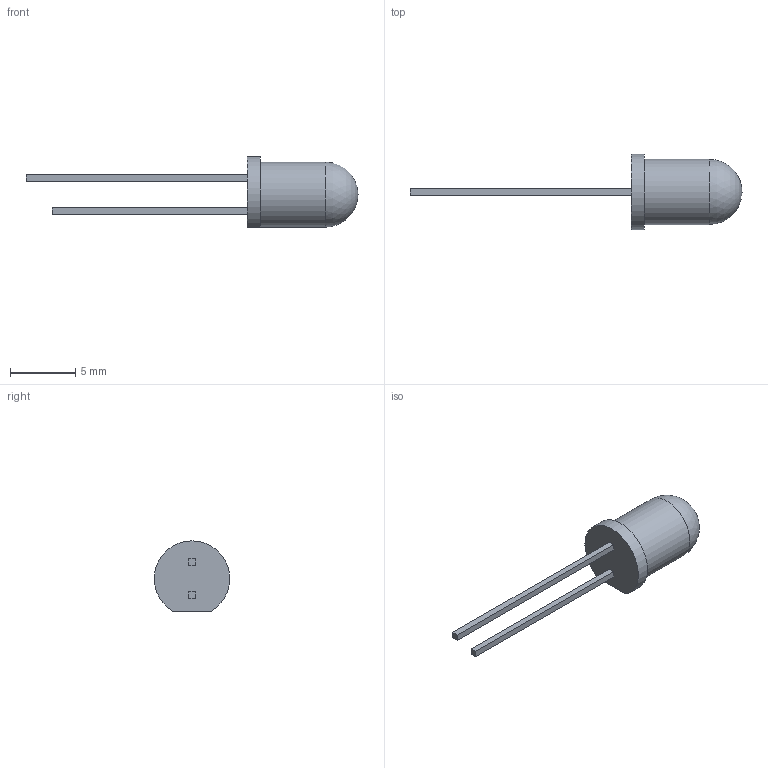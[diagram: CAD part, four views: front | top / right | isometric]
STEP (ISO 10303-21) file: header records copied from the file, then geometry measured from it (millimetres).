
FILE_DESCRIPTION(/* description */ (''),/* implementation_level */ '2;1');
FILE_NAME(/* name */ 'MarcoAHL_Led5mmRojo_.step',/* time_stamp */ '2023-10-11T09:56:00-06:00',/* author */ (''),/* organization */ (''),/* preprocessor_version */ 'ST-DEVELOPER v20',/* originating_system */ 'Autodesk Translation Framework v12.14.0.127',/* authorisation */ '');
FILE_SCHEMA (('AUTOMOTIVE_DESIGN { 1 0 10303 214 3 1 1 }'));
Length unit declared in the file: millimetre
Products named in the file (1): MarcoAHL_Led5mmRojo
Bounding box: 25.5 x 5.8 x 5.4 mm (x, y, z)
Volume: 164.5 mm3; surface area: 270.8 mm2
Topology: 2 solids, 2 shells, 17 faces, 42 edges, 27 vertices
Faces by surface type: plane 14, cylinder 2, sphere 1
Full cylindrical faces by diameter (mm): 5 x1
Entity records: 506 total; most frequent: CARTESIAN_POINT 79, DIRECTION 78, ORIENTED_EDGE 74, EDGE_CURVE 37, LINE 30, VECTOR 30, VERTEX_POINT 25, AXIS2_PLACEMENT_3D 24
